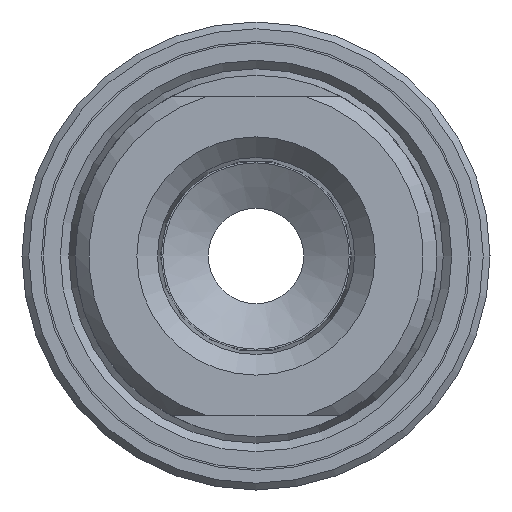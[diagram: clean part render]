
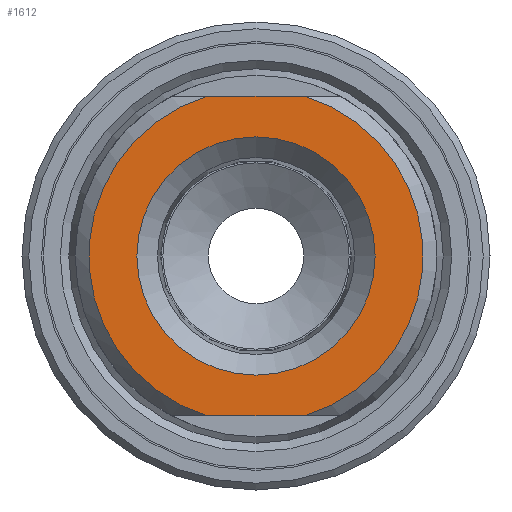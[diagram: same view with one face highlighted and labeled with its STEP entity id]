
A CAD part, left-side view. The second image highlights one B-rep face of the part: STEP entity #1612.
In plain terms, the highlighted planar face has unit normal (-1, 0, 0).
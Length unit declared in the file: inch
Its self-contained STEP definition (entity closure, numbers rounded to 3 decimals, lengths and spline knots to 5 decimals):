
#79=LINE('',#2331,#183);
#84=LINE('',#2359,#188);
#183=VECTOR('',#1848,0.29065);
#188=VECTOR('',#1871,0.29065);
#321=PLANE('',#1779);
#341=FACE_BOUND('',#557,.T.);
#442=FACE_OUTER_BOUND('',#556,.T.);
#556=EDGE_LOOP('',(#1449,#1450,#1451,#1452));
#557=EDGE_LOOP('',(#1453));
#624=CIRCLE('',#1657,0.491);
#671=CIRCLE('',#1764,0.35);
#680=CIRCLE('',#1780,0.491);
#707=VERTEX_POINT('',#2326);
#708=VERTEX_POINT('',#2330);
#715=VERTEX_POINT('',#2350);
#716=VERTEX_POINT('',#2358);
#829=VERTEX_POINT('',#2747);
#865=EDGE_CURVE('',#708,#707,#79,.T.);
#874=EDGE_CURVE('',#708,#715,#624,.T.);
#877=EDGE_CURVE('',#716,#715,#84,.T.);
#1045=EDGE_CURVE('',#829,#829,#671,.T.);
#1054=EDGE_CURVE('',#716,#707,#680,.T.);
#1449=ORIENTED_EDGE('',*,*,#865,.T.);
#1450=ORIENTED_EDGE('',*,*,#1054,.F.);
#1451=ORIENTED_EDGE('',*,*,#877,.T.);
#1452=ORIENTED_EDGE('',*,*,#874,.F.);
#1453=ORIENTED_EDGE('',*,*,#1045,.T.);
#1612=ADVANCED_FACE('',(#442,#341),#321,.T.);
#1657=AXIS2_PLACEMENT_3D('',#2351,#1864,#1865);
#1764=AXIS2_PLACEMENT_3D('',#2748,#2176,#2177);
#1779=AXIS2_PLACEMENT_3D('',#2771,#2206,#2207);
#1780=AXIS2_PLACEMENT_3D('',#2772,#2208,#2209);
#1848=DIRECTION('',(0.,1.,0.));
#1864=DIRECTION('center_axis',(1.,0.,0.));
#1865=DIRECTION('ref_axis',(0.,1.,0.));
#1871=DIRECTION('',(0.,-1.,0.));
#2176=DIRECTION('center_axis',(1.,0.,0.));
#2177=DIRECTION('ref_axis',(0.,-1.,0.));
#2206=DIRECTION('center_axis',(-1.,0.,0.));
#2207=DIRECTION('ref_axis',(0.,0.,1.));
#2208=DIRECTION('center_axis',(1.,0.,0.));
#2209=DIRECTION('ref_axis',(0.,1.,0.));
#2326=CARTESIAN_POINT('',(0.,0.14533,0.469));
#2330=CARTESIAN_POINT('',(0.,-0.14533,0.469));
#2331=CARTESIAN_POINT('',(0.,-0.30658,0.469));
#2350=CARTESIAN_POINT('',(0.,-0.14533,-0.469));
#2351=CARTESIAN_POINT('Origin',(0.,0.,0.));
#2358=CARTESIAN_POINT('',(0.,0.14533,-0.469));
#2359=CARTESIAN_POINT('',(0.,-0.30658,-0.469));
#2747=CARTESIAN_POINT('',(0.,-0.35,0.));
#2748=CARTESIAN_POINT('Origin',(0.,0.,
0.));
#2771=CARTESIAN_POINT('Origin',(0.,0.2455,0.));
#2772=CARTESIAN_POINT('Origin',(0.,0.,0.));
